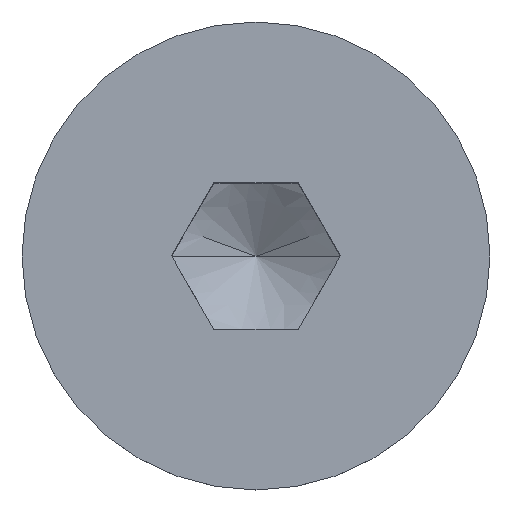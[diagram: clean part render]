
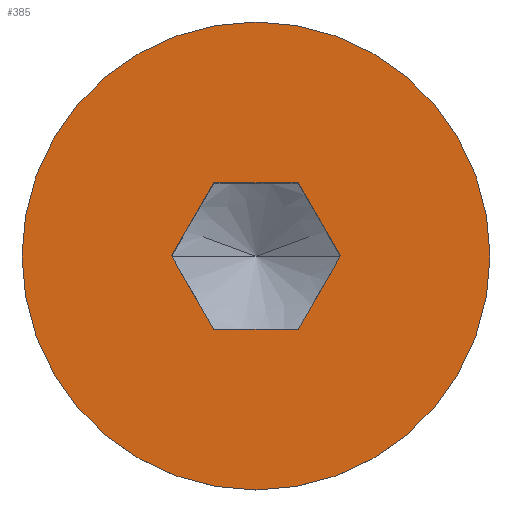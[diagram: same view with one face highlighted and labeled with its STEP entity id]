
A CAD part, top view. The second image highlights one B-rep face of the part: STEP entity #385.
In plain terms, the highlighted planar face has unit normal (0, 0, 1).
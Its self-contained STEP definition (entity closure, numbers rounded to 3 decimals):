
#2 = EDGE_CURVE ( 'E11', #442, #35, #314, .T. ) ;
#6 = VERTEX_POINT ( 'NONE', #122 ) ;
#11 = LINE ( 'NONE', #713, #339 ) ;
#18 = AXIS2_PLACEMENT_3D ( 'NONE', #416, #310, #153 ) ;
#35 = VERTEX_POINT ( 'NONE', #74 ) ;
#36 = ORIENTED_EDGE ( 'NONE', *, *, #271, .T. ) ;
#53 = LINE ( 'NONE', #204, #222 ) ;
#58 = VECTOR ( 'NONE', #260, 1000. ) ;
#74 = CARTESIAN_POINT ( 'NONE',  ( 1.443, 0., 0. ) ) ;
#75 = EDGE_CURVE ( 'E25', #6, #170, #710, .T. ) ;
#82 = CARTESIAN_POINT ( 'NONE',  ( 4., 0., 0. ) ) ;
#86 = VERTEX_POINT ( 'NONE', #521 ) ;
#122 = CARTESIAN_POINT ( 'NONE',  ( 0.722, -1.25, 0. ) ) ;
#153 = DIRECTION ( 'NONE',  ( -1., 0., 0. ) ) ;
#156 = VECTOR ( 'NONE', #247, 1000. ) ;
#158 = ORIENTED_EDGE ( 'NONE', *, *, #2, .T. ) ;
#170 = VERTEX_POINT ( 'NONE', #254 ) ;
#193 = EDGE_CURVE ( 'E18', #35, #6, #11, .T. ) ;
#200 = ORIENTED_EDGE ( 'NONE', *, *, #400, .T. ) ;
#203 = PLANE ( 'NONE',  #18 ) ;
#204 = CARTESIAN_POINT ( 'NONE',  ( -0.722, -1.25, 0. ) ) ;
#205 = AXIS2_PLACEMENT_3D ( 'NONE', #249, #652, #709 ) ;
#206 = FACE_BOUND ( 'NONE', #654, .T. ) ;
#222 = VECTOR ( 'NONE', #420, 1000. ) ;
#230 = DIRECTION ( 'NONE',  ( 0.5, -0.866, 0. ) ) ;
#236 = FACE_OUTER_BOUND ( 'NONE', #292, .T. ) ;
#245 = ORIENTED_EDGE ( 'NONE', *, *, #617, .T. ) ;
#247 = DIRECTION ( 'NONE',  ( -1., 0., 0. ) ) ;
#249 = CARTESIAN_POINT ( 'NONE',  ( 0., 0., 0. ) ) ;
#254 = CARTESIAN_POINT ( 'NONE',  ( -0.722, -1.25, 0. ) ) ;
#260 = DIRECTION ( 'NONE',  ( 0.5, 0.866, 0. ) ) ;
#267 = ORIENTED_EDGE ( 'NONE', *, *, #75, .T. ) ;
#271 = EDGE_CURVE ( 'E4', #593, #86, #645, .T. ) ;
#274 = EDGE_CURVE ( 'E32', #170, #636, #53, .T. ) ;
#292 = EDGE_LOOP ( 'NONE', ( #36, #245 ) ) ;
#310 = DIRECTION ( 'NONE',  ( 0., 0., -1. ) ) ;
#314 = LINE ( 'NONE', #561, #613 ) ;
#317 = CARTESIAN_POINT ( 'NONE',  ( -0.722, 1.25, 0. ) ) ;
#339 = VECTOR ( 'NONE', #413, 1000. ) ;
#344 = LINE ( 'NONE', #317, #417 ) ;
#373 = CARTESIAN_POINT ( 'NONE',  ( 0., 0., 0. ) ) ;
#377 = ORIENTED_EDGE ( 'NONE', *, *, #193, .T. ) ;
#385 = ADVANCED_FACE ( 'E3', ( #236, #206 ), #203, .F. ) ;
#400 = EDGE_CURVE ( 'E39', #636, #668, #674, .T. ) ;
#413 = DIRECTION ( 'NONE',  ( -0.5, -0.866, 0. ) ) ;
#416 = CARTESIAN_POINT ( 'NONE',  ( 0., 4., 0. ) ) ;
#417 = VECTOR ( 'NONE', #428, 1000. ) ;
#420 = DIRECTION ( 'NONE',  ( -0.5, 0.866, 0. ) ) ;
#428 = DIRECTION ( 'NONE',  ( 1., 0., 0. ) ) ;
#442 = VERTEX_POINT ( 'NONE', #657 ) ;
#460 = CARTESIAN_POINT ( 'NONE',  ( 0.722, -1.25, 0. ) ) ;
#475 = AXIS2_PLACEMENT_3D ( 'NONE', #373, #485, #488 ) ;
#485 = DIRECTION ( 'NONE',  ( 0., 0., 1. ) ) ;
#488 = DIRECTION ( 'NONE',  ( 1., 0., 0. ) ) ;
#515 = CARTESIAN_POINT ( 'NONE',  ( -0.722, 1.25, 0. ) ) ;
#521 = CARTESIAN_POINT ( 'NONE',  ( -4., 0., 0. ) ) ;
#531 = ORIENTED_EDGE ( 'NONE', *, *, #274, .T. ) ;
#534 = CARTESIAN_POINT ( 'NONE',  ( -1.443, 0., 0. ) ) ;
#561 = CARTESIAN_POINT ( 'NONE',  ( 0.722, 1.25, 0. ) ) ;
#593 = VERTEX_POINT ( 'NONE', #82 ) ;
#609 = EDGE_CURVE ( 'E46', #668, #442, #344, .T. ) ;
#611 = CARTESIAN_POINT ( 'NONE',  ( -1.443, 0., 0. ) ) ;
#613 = VECTOR ( 'NONE', #230, 1000. ) ;
#617 = EDGE_CURVE ( 'E4', #86, #593, #701, .T. ) ;
#636 = VERTEX_POINT ( 'NONE', #611 ) ;
#645 = CIRCLE ( 'NONE', #205, 4. ) ;
#652 = DIRECTION ( 'NONE',  ( 0., 0., 1. ) ) ;
#654 = EDGE_LOOP ( 'NONE', ( #158, #377, #267, #531, #200, #717 ) ) ;
#657 = CARTESIAN_POINT ( 'NONE',  ( 0.722, 1.25, 0. ) ) ;
#668 = VERTEX_POINT ( 'NONE', #515 ) ;
#674 = LINE ( 'NONE', #534, #58 ) ;
#701 = CIRCLE ( 'NONE', #475, 4. ) ;
#709 = DIRECTION ( 'NONE',  ( 1., 0., 0. ) ) ;
#710 = LINE ( 'NONE', #460, #156 ) ;
#713 = CARTESIAN_POINT ( 'NONE',  ( 1.443, 0., 0. ) ) ;
#717 = ORIENTED_EDGE ( 'NONE', *, *, #609, .T. ) ;
